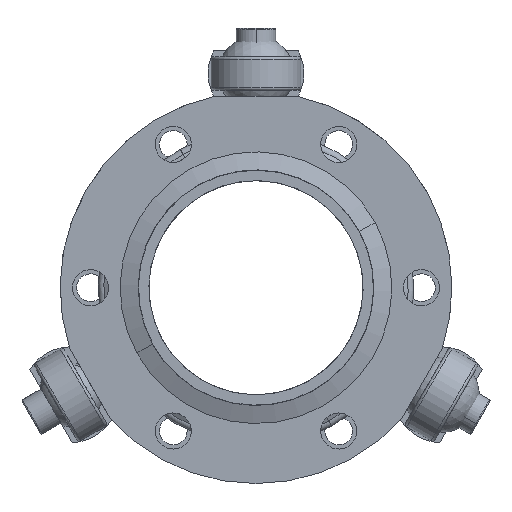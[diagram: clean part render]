
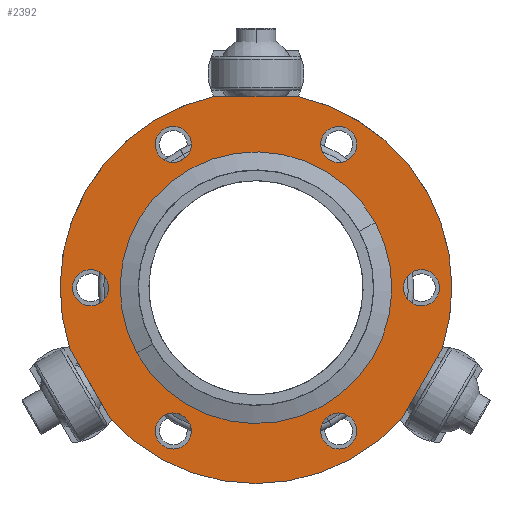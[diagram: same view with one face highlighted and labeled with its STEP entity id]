
A CAD part, front view. The second image highlights one B-rep face of the part: STEP entity #2392.
In plain terms, the highlighted planar face has unit normal (0, -1, 0).
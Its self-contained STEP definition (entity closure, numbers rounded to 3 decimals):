
#2215=AXIS2_PLACEMENT_3D('Plane Axis2P3D',#2212,#2213,#2214) ;
#2219=AXIS2_PLACEMENT_3D('Circle Axis2P3D',#2217,#2218,$) ;
#2235=AXIS2_PLACEMENT_3D('Circle Axis2P3D',#2233,#2234,$) ;
#2242=AXIS2_PLACEMENT_3D('Circle Axis2P3D',#2240,#2241,$) ;
#2247=AXIS2_PLACEMENT_3D('Circle Axis2P3D',#2245,#2246,$) ;
#2268=AXIS2_PLACEMENT_3D('Circle Axis2P3D',#2266,#2267,$) ;
#2277=AXIS2_PLACEMENT_3D('Circle Axis2P3D',#2275,#2276,$) ;
#2286=AXIS2_PLACEMENT_3D('Circle Axis2P3D',#2284,#2285,$) ;
#2295=AXIS2_PLACEMENT_3D('Circle Axis2P3D',#2293,#2294,$) ;
#2304=AXIS2_PLACEMENT_3D('Circle Axis2P3D',#2302,#2303,$) ;
#2313=AXIS2_PLACEMENT_3D('Circle Axis2P3D',#2311,#2312,$) ;
#2322=AXIS2_PLACEMENT_3D('Circle Axis2P3D',#2320,#2321,$) ;
#2331=AXIS2_PLACEMENT_3D('Circle Axis2P3D',#2329,#2330,$) ;
#2340=AXIS2_PLACEMENT_3D('Circle Axis2P3D',#2338,#2339,$) ;
#2349=AXIS2_PLACEMENT_3D('Circle Axis2P3D',#2347,#2348,$) ;
#2358=AXIS2_PLACEMENT_3D('Circle Axis2P3D',#2356,#2357,$) ;
#2367=AXIS2_PLACEMENT_3D('Circle Axis2P3D',#2365,#2366,$) ;
#2376=AXIS2_PLACEMENT_3D('Circle Axis2P3D',#2374,#2375,$) ;
#2385=AXIS2_PLACEMENT_3D('Circle Axis2P3D',#2383,#2384,$) ;
#2159=CARTESIAN_POINT('Line Origine',(0.,-90.,34.)) ;
#2163=CARTESIAN_POINT('Vertex',(-7.181,-90.,34.)) ;
#2165=CARTESIAN_POINT('Vertex',(7.181,-90.,34.)) ;
#2212=CARTESIAN_POINT('Axis2P3D Location',(-34.75,-90.,0.)) ;
#2217=CARTESIAN_POINT('Axis2P3D Location',(0.,-90.,0.)) ;
#2221=CARTESIAN_POINT('Vertex',(-25.855,-90.,-23.219)) ;
#2223=CARTESIAN_POINT('Vertex',(25.855,-90.,-23.219)) ;
#2226=CARTESIAN_POINT('Line Origine',(29.445,-90.,-17.)) ;
#2230=CARTESIAN_POINT('Vertex',(33.035,-90.,-10.781)) ;
#2233=CARTESIAN_POINT('Axis2P3D Location',(0.,-90.,0.)) ;
#2237=CARTESIAN_POINT('Vertex',(30.496,-90.,16.66)) ;
#2240=CARTESIAN_POINT('Axis2P3D Location',(0.,-90.,0.)) ;
#2245=CARTESIAN_POINT('Axis2P3D Location',(0.,-90.,0.)) ;
#2249=CARTESIAN_POINT('Vertex',(-33.035,-90.,-10.781)) ;
#2252=CARTESIAN_POINT('Line Origine',(-29.445,-90.,-17.)) ;
#2266=CARTESIAN_POINT('Axis2P3D Location',(-14.675,-90.,-25.418)) ;
#2270=CARTESIAN_POINT('Vertex',(-11.867,-90.,-26.952)) ;
#2272=CARTESIAN_POINT('Vertex',(-17.483,-90.,-23.884)) ;
#2275=CARTESIAN_POINT('Axis2P3D Location',(-14.675,-90.,-25.418)) ;
#2284=CARTESIAN_POINT('Axis2P3D Location',(0.,-90.,0.)) ;
#2288=CARTESIAN_POINT('Vertex',(-21.15,-90.,-11.554)) ;
#2290=CARTESIAN_POINT('Vertex',(21.15,-90.,11.554)) ;
#2293=CARTESIAN_POINT('Axis2P3D Location',(0.,-90.,0.)) ;
#2302=CARTESIAN_POINT('Axis2P3D Location',(14.675,-90.,-25.418)) ;
#2306=CARTESIAN_POINT('Vertex',(11.942,-90.,-27.083)) ;
#2308=CARTESIAN_POINT('Vertex',(17.408,-90.,-23.753)) ;
#2311=CARTESIAN_POINT('Axis2P3D Location',(14.675,-90.,-25.418)) ;
#2320=CARTESIAN_POINT('Axis2P3D Location',(29.35,-90.,0.)) ;
#2324=CARTESIAN_POINT('Vertex',(29.426,-90.,-3.199)) ;
#2326=CARTESIAN_POINT('Vertex',(29.274,-90.,3.199)) ;
#2329=CARTESIAN_POINT('Axis2P3D Location',(29.35,-90.,0.)) ;
#2338=CARTESIAN_POINT('Axis2P3D Location',(14.675,-90.,25.418)) ;
#2342=CARTESIAN_POINT('Vertex',(17.483,-90.,23.884)) ;
#2344=CARTESIAN_POINT('Vertex',(11.867,-90.,26.952)) ;
#2347=CARTESIAN_POINT('Axis2P3D Location',(14.675,-90.,25.418)) ;
#2356=CARTESIAN_POINT('Axis2P3D Location',(-14.675,-90.,25.418)) ;
#2360=CARTESIAN_POINT('Vertex',(-11.942,-90.,27.083)) ;
#2362=CARTESIAN_POINT('Vertex',(-17.408,-90.,23.753)) ;
#2365=CARTESIAN_POINT('Axis2P3D Location',(-14.675,-90.,25.418)) ;
#2374=CARTESIAN_POINT('Axis2P3D Location',(-29.35,-90.,0.)) ;
#2378=CARTESIAN_POINT('Vertex',(-29.426,-90.,3.199)) ;
#2380=CARTESIAN_POINT('Vertex',(-29.274,-90.,-3.199)) ;
#2383=CARTESIAN_POINT('Axis2P3D Location',(-29.35,-90.,0.)) ;
#2160=DIRECTION('Vector Direction',(1.,0.,0.)) ;
#2213=DIRECTION('Axis2P3D Direction',(0.,-1.,-0.)) ;
#2214=DIRECTION('Axis2P3D XDirection',(-1.,0.,0.)) ;
#2218=DIRECTION('Axis2P3D Direction',(0.,-1.,-0.)) ;
#2227=DIRECTION('Vector Direction',(-0.5,0.,-0.866)) ;
#2234=DIRECTION('Axis2P3D Direction',(0.,-1.,-0.)) ;
#2241=DIRECTION('Axis2P3D Direction',(0.,-1.,-0.)) ;
#2246=DIRECTION('Axis2P3D Direction',(0.,-1.,-0.)) ;
#2253=DIRECTION('Vector Direction',(-0.5,0.,0.866)) ;
#2267=DIRECTION('Axis2P3D Direction',(0.,-1.,-0.)) ;
#2276=DIRECTION('Axis2P3D Direction',(0.,-1.,-0.)) ;
#2285=DIRECTION('Axis2P3D Direction',(0.,-1.,-0.)) ;
#2294=DIRECTION('Axis2P3D Direction',(0.,-1.,-0.)) ;
#2303=DIRECTION('Axis2P3D Direction',(0.,-1.,-0.)) ;
#2312=DIRECTION('Axis2P3D Direction',(0.,-1.,-0.)) ;
#2321=DIRECTION('Axis2P3D Direction',(0.,-1.,-0.)) ;
#2330=DIRECTION('Axis2P3D Direction',(0.,-1.,-0.)) ;
#2339=DIRECTION('Axis2P3D Direction',(0.,-1.,-0.)) ;
#2348=DIRECTION('Axis2P3D Direction',(0.,-1.,-0.)) ;
#2357=DIRECTION('Axis2P3D Direction',(0.,-1.,-0.)) ;
#2366=DIRECTION('Axis2P3D Direction',(0.,-1.,-0.)) ;
#2375=DIRECTION('Axis2P3D Direction',(0.,-1.,-0.)) ;
#2384=DIRECTION('Axis2P3D Direction',(0.,-1.,-0.)) ;
#2161=VECTOR('Line Direction',#2160,1.) ;
#2228=VECTOR('Line Direction',#2227,1.) ;
#2254=VECTOR('Line Direction',#2253,1.) ;
#2258=ORIENTED_EDGE('',*,*,#2225,.T.) ;
#2259=ORIENTED_EDGE('',*,*,#2232,.F.) ;
#2260=ORIENTED_EDGE('',*,*,#2239,.T.) ;
#2261=ORIENTED_EDGE('',*,*,#2244,.T.) ;
#2262=ORIENTED_EDGE('',*,*,#2167,.F.) ;
#2263=ORIENTED_EDGE('',*,*,#2251,.T.) ;
#2264=ORIENTED_EDGE('',*,*,#2256,.F.) ;
#2281=ORIENTED_EDGE('',*,*,#2274,.F.) ;
#2282=ORIENTED_EDGE('',*,*,#2279,.F.) ;
#2299=ORIENTED_EDGE('',*,*,#2292,.F.) ;
#2300=ORIENTED_EDGE('',*,*,#2297,.F.) ;
#2317=ORIENTED_EDGE('',*,*,#2310,.F.) ;
#2318=ORIENTED_EDGE('',*,*,#2315,.F.) ;
#2335=ORIENTED_EDGE('',*,*,#2328,.F.) ;
#2336=ORIENTED_EDGE('',*,*,#2333,.F.) ;
#2353=ORIENTED_EDGE('',*,*,#2346,.F.) ;
#2354=ORIENTED_EDGE('',*,*,#2351,.F.) ;
#2371=ORIENTED_EDGE('',*,*,#2364,.F.) ;
#2372=ORIENTED_EDGE('',*,*,#2369,.F.) ;
#2389=ORIENTED_EDGE('',*,*,#2382,.F.) ;
#2390=ORIENTED_EDGE('',*,*,#2387,.F.) ;
#2283=FACE_BOUND('',#2280,.T.) ;
#2301=FACE_BOUND('',#2298,.T.) ;
#2319=FACE_BOUND('',#2316,.T.) ;
#2337=FACE_BOUND('',#2334,.T.) ;
#2355=FACE_BOUND('',#2352,.T.) ;
#2373=FACE_BOUND('',#2370,.T.) ;
#2391=FACE_BOUND('',#2388,.T.) ;
#2392=ADVANCED_FACE('Hauptk\X2\00F6\X0\rper',(#2265,#2283,#2301,#2319,#2337,#2355,#2373,#2391),#2216,.T.) ;
#2220=CIRCLE('generated circle',#2219,34.75) ;
#2236=CIRCLE('generated circle',#2235,34.75) ;
#2243=CIRCLE('generated circle',#2242,34.75) ;
#2248=CIRCLE('generated circle',#2247,34.75) ;
#2269=CIRCLE('generated circle',#2268,3.2) ;
#2278=CIRCLE('generated circle',#2277,3.2) ;
#2287=CIRCLE('generated circle',#2286,24.1) ;
#2296=CIRCLE('generated circle',#2295,24.1) ;
#2305=CIRCLE('generated circle',#2304,3.2) ;
#2314=CIRCLE('generated circle',#2313,3.2) ;
#2323=CIRCLE('generated circle',#2322,3.2) ;
#2332=CIRCLE('generated circle',#2331,3.2) ;
#2341=CIRCLE('generated circle',#2340,3.2) ;
#2350=CIRCLE('generated circle',#2349,3.2) ;
#2359=CIRCLE('generated circle',#2358,3.2) ;
#2368=CIRCLE('generated circle',#2367,3.2) ;
#2377=CIRCLE('generated circle',#2376,3.2) ;
#2386=CIRCLE('generated circle',#2385,3.2) ;
#2167=EDGE_CURVE('',#2164,#2166,#2162,.T.) ;
#2225=EDGE_CURVE('',#2222,#2224,#2220,.T.) ;
#2232=EDGE_CURVE('',#2231,#2224,#2229,.T.) ;
#2239=EDGE_CURVE('',#2231,#2238,#2236,.T.) ;
#2244=EDGE_CURVE('',#2238,#2166,#2243,.T.) ;
#2251=EDGE_CURVE('',#2164,#2250,#2248,.T.) ;
#2256=EDGE_CURVE('',#2222,#2250,#2255,.T.) ;
#2274=EDGE_CURVE('',#2271,#2273,#2269,.T.) ;
#2279=EDGE_CURVE('',#2273,#2271,#2278,.T.) ;
#2292=EDGE_CURVE('',#2289,#2291,#2287,.T.) ;
#2297=EDGE_CURVE('',#2291,#2289,#2296,.T.) ;
#2310=EDGE_CURVE('',#2307,#2309,#2305,.T.) ;
#2315=EDGE_CURVE('',#2309,#2307,#2314,.T.) ;
#2328=EDGE_CURVE('',#2325,#2327,#2323,.T.) ;
#2333=EDGE_CURVE('',#2327,#2325,#2332,.T.) ;
#2346=EDGE_CURVE('',#2343,#2345,#2341,.T.) ;
#2351=EDGE_CURVE('',#2345,#2343,#2350,.T.) ;
#2364=EDGE_CURVE('',#2361,#2363,#2359,.T.) ;
#2369=EDGE_CURVE('',#2363,#2361,#2368,.T.) ;
#2382=EDGE_CURVE('',#2379,#2381,#2377,.T.) ;
#2387=EDGE_CURVE('',#2381,#2379,#2386,.T.) ;
#2257=EDGE_LOOP('',(#2258,#2259,#2260,#2261,#2262,#2263,#2264)) ;
#2280=EDGE_LOOP('',(#2281,#2282)) ;
#2298=EDGE_LOOP('',(#2299,#2300)) ;
#2316=EDGE_LOOP('',(#2317,#2318)) ;
#2334=EDGE_LOOP('',(#2335,#2336)) ;
#2352=EDGE_LOOP('',(#2353,#2354)) ;
#2370=EDGE_LOOP('',(#2371,#2372)) ;
#2388=EDGE_LOOP('',(#2389,#2390)) ;
#2265=FACE_OUTER_BOUND('',#2257,.T.) ;
#2162=LINE('Line',#2159,#2161) ;
#2229=LINE('Line',#2226,#2228) ;
#2255=LINE('Line',#2252,#2254) ;
#2216=PLANE('',#2215) ;
#2164=VERTEX_POINT('',#2163) ;
#2166=VERTEX_POINT('',#2165) ;
#2222=VERTEX_POINT('',#2221) ;
#2224=VERTEX_POINT('',#2223) ;
#2231=VERTEX_POINT('',#2230) ;
#2238=VERTEX_POINT('',#2237) ;
#2250=VERTEX_POINT('',#2249) ;
#2271=VERTEX_POINT('',#2270) ;
#2273=VERTEX_POINT('',#2272) ;
#2289=VERTEX_POINT('',#2288) ;
#2291=VERTEX_POINT('',#2290) ;
#2307=VERTEX_POINT('',#2306) ;
#2309=VERTEX_POINT('',#2308) ;
#2325=VERTEX_POINT('',#2324) ;
#2327=VERTEX_POINT('',#2326) ;
#2343=VERTEX_POINT('',#2342) ;
#2345=VERTEX_POINT('',#2344) ;
#2361=VERTEX_POINT('',#2360) ;
#2363=VERTEX_POINT('',#2362) ;
#2379=VERTEX_POINT('',#2378) ;
#2381=VERTEX_POINT('',#2380) ;
